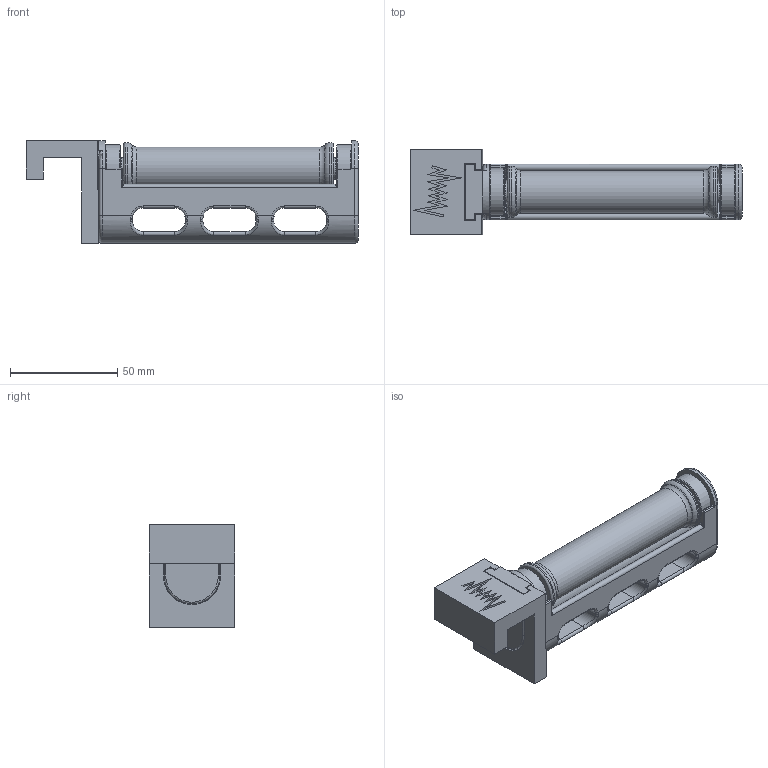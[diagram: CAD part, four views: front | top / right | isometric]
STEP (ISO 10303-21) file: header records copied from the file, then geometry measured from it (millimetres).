
FILE_DESCRIPTION(/* description */ (''),/* implementation_level */ '2;1');
FILE_NAME(/* name */ 'Filler.step',/* time_stamp */ '2018-09-28T21:28:43+02:00',/* author */ ('Hugo.Groeneveld'),/* organization */ (''),/* preprocessor_version */ 'ST-DEVELOPER v17.2',/* originating_system */ 'Autodesk Translation Framework v7.6.0.251',/* authorisation */ '');
FILE_SCHEMA (('AUTOMOTIVE_DESIGN { 1 0 10303 214 3 1 1 }'));
Length unit declared in the file: millimetre
Products named in the file (2): FilamentHolder3dpnFinal; Bearing
Assembly tree (2 placements, depth 2):
  FilamentHolder3dpnFinal
    Bearing  x2
Bounding box: 155 x 40 x 48 mm (x, y, z)
Volume: 115539.6 mm3; surface area: 41810.3 mm2
Topology: 35 solids, 35 shells, 326 faces, 831 edges, 522 vertices
Faces by surface type: plane 104, cylinder 91, torus 61, sphere 32, bspline 28, cone 10
Full cylindrical faces by diameter (mm): 7.9 x2, 8 x2, 10 x2, 13 x2, 13.681 x8, 16.319 x8, 20 x1, 22 x2, 24 x2
Entity records: 9715 total; most frequent: CARTESIAN_POINT 2727, DIRECTION 1504, ORIENTED_EDGE 1408, EDGE_CURVE 704, AXIS2_PLACEMENT_3D 600, VERTEX_POINT 451, CIRCLE 334, EDGE_LOOP 305
